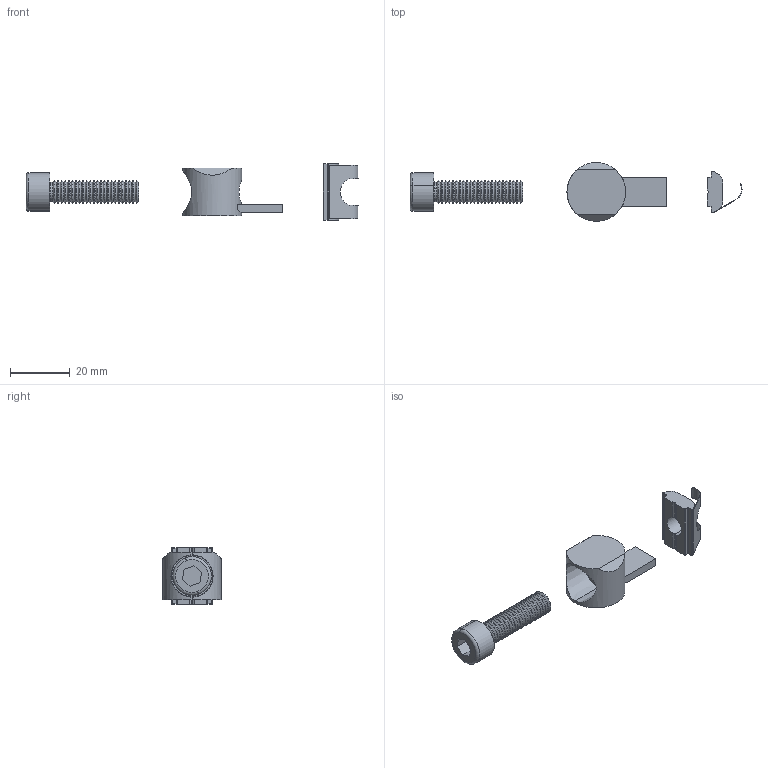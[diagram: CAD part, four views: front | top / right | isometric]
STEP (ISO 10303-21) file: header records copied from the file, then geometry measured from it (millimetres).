
FILE_DESCRIPTION (( 'STEP AP214' ), '1' );
FILE_NAME ('099a1045s03.STEP', '2014-08-21T08:20:30', ( '' ), ( '' ), 'SwSTEP 2.0', 'SolidWorks 2014', '' );
FILE_SCHEMA (( 'AUTOMOTIVE_DESIGN' ));
Length unit declared in the file: millimetre
Products named in the file (4): 096164_096 168 f; 099a1045_099 a 1045; 4din912m0830ms01 (mit Raendel)_4 din 912 m08 30 m; 099a1045s03
Assembly tree (3 placements, depth 2):
  099a1045s03
    099a1045_099 a 1045
    4din912m0830ms01 (mit Raendel)_4 din 912 m08 30 m
    096164_096 168 f
Bounding box: 111.52 x 19.7 x 19 mm (x, y, z)
Volume: 6291.8 mm3; surface area: 5219.8 mm2
Topology: 3 solids, 3 shells, 261 faces, 590 edges, 335 vertices
Faces by surface type: cone 101, plane 75, torus 54, cylinder 31
Entity records: 7590 total; most frequent: CARTESIAN_POINT 1491, DIRECTION 1363, ORIENTED_EDGE 1180, EDGE_CURVE 590, AXIS2_PLACEMENT_3D 536, VERTEX_POINT 335, VECTOR 291, LINE 291
